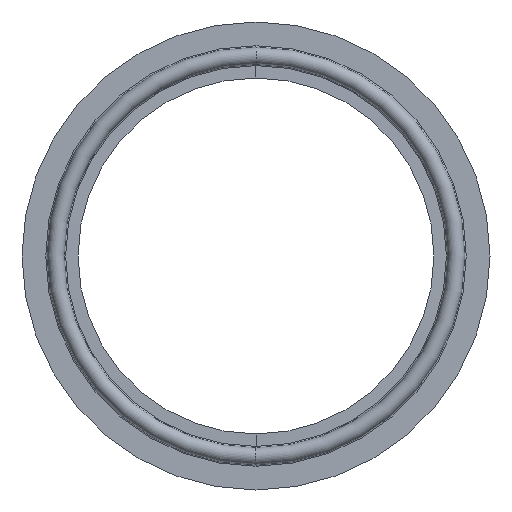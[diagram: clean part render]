
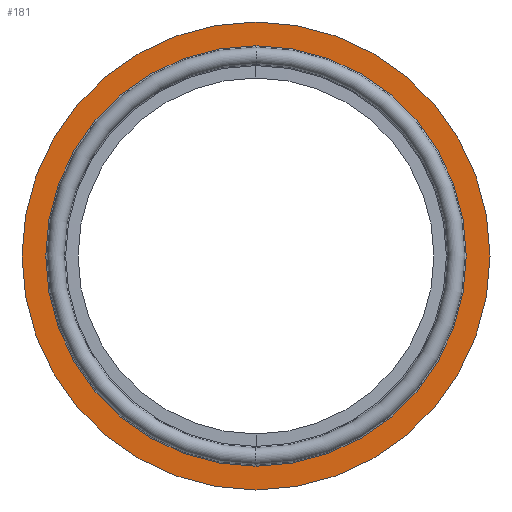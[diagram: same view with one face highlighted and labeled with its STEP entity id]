
A CAD part, left-side view. The second image highlights one B-rep face of the part: STEP entity #181.
In plain terms, the highlighted planar face has unit normal (-1, 0, 0).
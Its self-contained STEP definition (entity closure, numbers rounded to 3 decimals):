
#26 = CIRCLE ( 'NONE', #420, 29.65 ) ;
#28 = DIRECTION ( 'NONE',  ( 1., 0., 0. ) ) ;
#67 = CARTESIAN_POINT ( 'NONE',  ( -0.9, 0., 0. ) ) ;
#75 = VERTEX_POINT ( 'NONE', #584 ) ;
#102 = CARTESIAN_POINT ( 'NONE',  ( -0.9, 29.45, 0. ) ) ;
#110 = DIRECTION ( 'NONE',  ( 0., 0., 1. ) ) ;
#171 = DIRECTION ( 'NONE',  ( -1., 0., 0. ) ) ;
#181 = ADVANCED_FACE ( 'NONE', ( #268, #588 ), #456, .F. ) ;
#243 = AXIS2_PLACEMENT_3D ( 'NONE', #102, #28, #405 ) ;
#247 = CARTESIAN_POINT ( 'NONE',  ( -0.9, 0., 0. ) ) ;
#258 = AXIS2_PLACEMENT_3D ( 'NONE', #67, #510, #313 ) ;
#265 = EDGE_CURVE ( 'NONE', #427, #75, #411, .T. ) ;
#268 = FACE_BOUND ( 'NONE', #449, .T. ) ;
#279 = VERTEX_POINT ( 'NONE', #486 ) ;
#286 = DIRECTION ( 'NONE',  ( 0., 0., -1. ) ) ;
#313 = DIRECTION ( 'NONE',  ( 0., 0., 1. ) ) ;
#357 = AXIS2_PLACEMENT_3D ( 'NONE', #247, #682, #742 ) ;
#374 = CARTESIAN_POINT ( 'NONE',  ( -0.9, 0., -33. ) ) ;
#395 = ORIENTED_EDGE ( 'NONE', *, *, #464, .T. ) ;
#405 = DIRECTION ( 'NONE',  ( 0., 0., -1. ) ) ;
#411 = CIRCLE ( 'NONE', #690, 33. ) ;
#420 = AXIS2_PLACEMENT_3D ( 'NONE', #472, #458, #286 ) ;
#427 = VERTEX_POINT ( 'NONE', #374 ) ;
#449 = EDGE_LOOP ( 'NONE', ( #608, #572 ) ) ;
#456 = PLANE ( 'NONE',  #243 ) ;
#458 = DIRECTION ( 'NONE',  ( 1., 0., 0. ) ) ;
#464 = EDGE_CURVE ( 'NONE', #75, #427, #727, .T. ) ;
#472 = CARTESIAN_POINT ( 'NONE',  ( -0.9, 0., 0. ) ) ;
#486 = CARTESIAN_POINT ( 'NONE',  ( -0.9, 0., -29.65 ) ) ;
#487 = ORIENTED_EDGE ( 'NONE', *, *, #265, .T. ) ;
#510 = DIRECTION ( 'NONE',  ( -1., 0., 0. ) ) ;
#511 = VERTEX_POINT ( 'NONE', #522 ) ;
#522 = CARTESIAN_POINT ( 'NONE',  ( -0.9, 0., 29.65 ) ) ;
#524 = EDGE_CURVE ( 'NONE', #279, #511, #26, .T. ) ;
#544 = CARTESIAN_POINT ( 'NONE',  ( -0.9, 0., 0. ) ) ;
#553 = CIRCLE ( 'NONE', #357, 29.65 ) ;
#572 = ORIENTED_EDGE ( 'NONE', *, *, #801, .T. ) ;
#584 = CARTESIAN_POINT ( 'NONE',  ( -0.9, 0., 33. ) ) ;
#588 = FACE_OUTER_BOUND ( 'NONE', #654, .T. ) ;
#608 = ORIENTED_EDGE ( 'NONE', *, *, #524, .T. ) ;
#654 = EDGE_LOOP ( 'NONE', ( #395, #487 ) ) ;
#682 = DIRECTION ( 'NONE',  ( 1., 0., 0. ) ) ;
#690 = AXIS2_PLACEMENT_3D ( 'NONE', #544, #171, #110 ) ;
#727 = CIRCLE ( 'NONE', #258, 33. ) ;
#742 = DIRECTION ( 'NONE',  ( 0., 0., -1. ) ) ;
#801 = EDGE_CURVE ( 'NONE', #511, #279, #553, .T. ) ;
